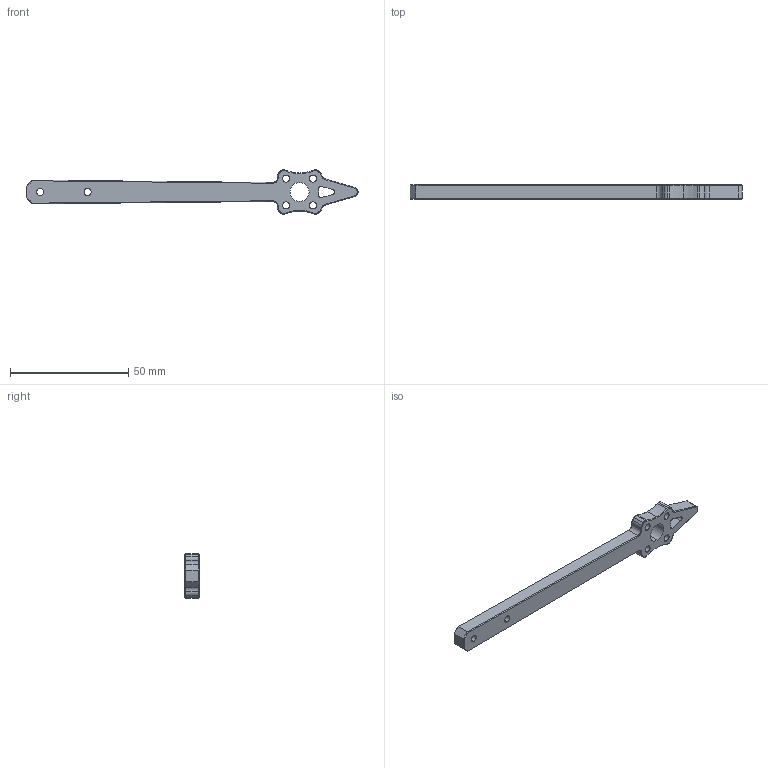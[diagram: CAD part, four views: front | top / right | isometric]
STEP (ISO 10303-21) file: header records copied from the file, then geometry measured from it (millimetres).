
FILE_DESCRIPTION (( 'STEP AP203' ), '1' );
FILE_NAME ('Arm.STEP', '2024-10-09T13:10:38', ( '' ), ( '' ), 'SwSTEP 2.0', 'SolidWorks 2023', '' );
FILE_SCHEMA (( 'CONFIG_CONTROL_DESIGN' ));
Length unit declared in the file: millimetre
Products named in the file (1): Arm
Bounding box: 140.15 x 6 x 18.78 mm (x, y, z)
Volume: 7609.4 mm3; surface area: 4856.3 mm2
Topology: 1 solids, 1 shells, 113 faces, 277 edges, 166 vertices
Faces by surface type: cone 46, cylinder 42, plane 25
Entity records: 3426 total; most frequent: DIRECTION 639, CARTESIAN_POINT 557, ORIENTED_EDGE 554, EDGE_CURVE 277, AXIS2_PLACEMENT_3D 248, VERTEX_POINT 166, LINE 143, VECTOR 143
